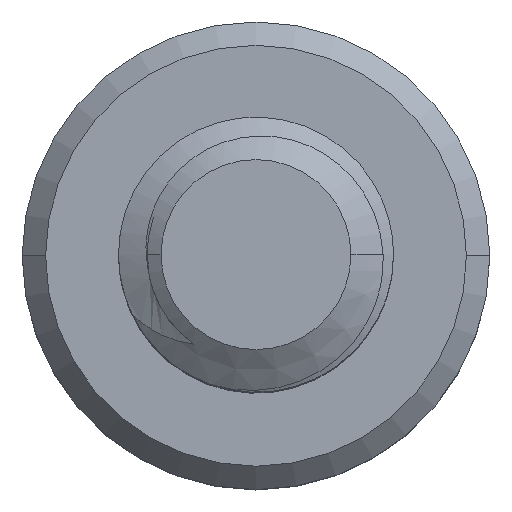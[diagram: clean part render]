
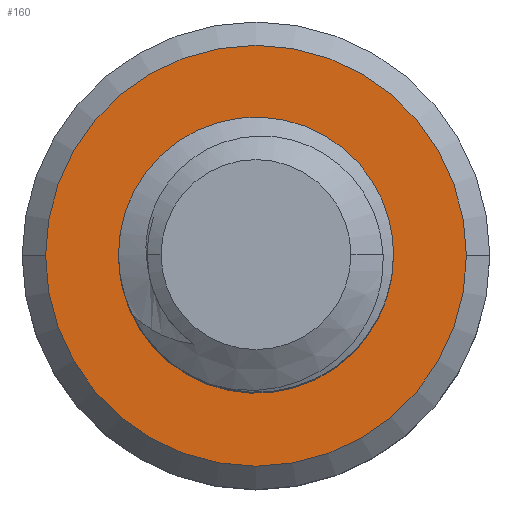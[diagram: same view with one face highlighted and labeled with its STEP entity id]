
A CAD part, top view. The second image highlights one B-rep face of the part: STEP entity #160.
In plain terms, the highlighted planar face has unit normal (0, 0, 1).
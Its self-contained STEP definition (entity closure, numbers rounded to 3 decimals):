
#16 = CARTESIAN_POINT ( 'NONE',  ( 0., 0., -12. ) ) ;
#121 = VERTEX_POINT ( 'NONE', #3996 ) ;
#160 = ADVANCED_FACE ( 'NONE', ( #2982, #2136 ), #4126, .F. ) ;
#211 = CARTESIAN_POINT ( 'NONE',  ( 1.408, 1.905, -12. ) ) ;
#224 = CARTESIAN_POINT ( 'NONE',  ( 0.858, 2.276, -12. ) ) ;
#236 = CARTESIAN_POINT ( 'NONE',  ( 0., 2.5, -12. ) ) ;
#363 = CARTESIAN_POINT ( 'NONE',  ( 0., -1.98, -12. ) ) ;
#365 = VERTEX_POINT ( 'NONE', #4079 ) ;
#381 = VERTEX_POINT ( 'NONE', #3985 ) ;
#433 = DIRECTION ( 'NONE',  ( 0., 0., 1. ) ) ;
#437 = AXIS2_PLACEMENT_3D ( 'NONE', #16, #433, #1024 ) ;
#440 = CARTESIAN_POINT ( 'NONE',  ( -1.752, 1.784, -12. ) ) ;
#485 = CARTESIAN_POINT ( 'NONE',  ( 0., 0., -12. ) ) ;
#502 = DIRECTION ( 'NONE',  ( 1., 0., 0. ) ) ;
#505 = CARTESIAN_POINT ( 'NONE',  ( 2.031, -0.527, -12. ) ) ;
#599 = EDGE_CURVE ( 'NONE', #121, #2280, #4277, .T. ) ;
#626 = EDGE_CURVE ( 'NONE', #2166, #381, #3381, .T. ) ;
#799 = EDGE_CURVE ( 'NONE', #2280, #381, #2621, .T. ) ;
#819 = AXIS2_PLACEMENT_3D ( 'NONE', #3921, #1833, #3229 ) ;
#859 = CARTESIAN_POINT ( 'NONE',  ( 1.947, 1.199, -12. ) ) ;
#867 = CARTESIAN_POINT ( 'NONE',  ( 1.835, 1.396, -12. ) ) ;
#1019 = EDGE_LOOP ( 'NONE', ( #1447, #2722, #3087, #2662 ) ) ;
#1024 = DIRECTION ( 'NONE',  ( -1., 0., 0. ) ) ;
#1061 = CIRCLE ( 'NONE', #819, 3.825 ) ;
#1182 = CARTESIAN_POINT ( 'NONE',  ( -3.825, 0., -12. ) ) ;
#1184 = CARTESIAN_POINT ( 'NONE',  ( 2.169, 0.234, -12. ) ) ;
#1257 = CARTESIAN_POINT ( 'NONE',  ( -0.443, -1.99, -12. ) ) ;
#1358 = AXIS2_PLACEMENT_3D ( 'NONE', #485, #2475, #2101 ) ;
#1366 = CARTESIAN_POINT ( 'NONE',  ( -0.88, -1.893, -12. ) ) ;
#1404 = CARTESIAN_POINT ( 'NONE',  ( -1.086, -1.811, -12. ) ) ;
#1447 = ORIENTED_EDGE ( 'NONE', *, *, #626, .F. ) ;
#1451 = ORIENTED_EDGE ( 'NONE', *, *, #2373, .T. ) ;
#1476 = CIRCLE ( 'NONE', #437, 3.825 ) ;
#1483 = CARTESIAN_POINT ( 'NONE',  ( 1.388, -1.413, -12. ) ) ;
#1525 = CARTESIAN_POINT ( 'NONE',  ( 2.151, 0.565, -12. ) ) ;
#1532 = CARTESIAN_POINT ( 'NONE',  ( -1.469, -1.582, -12. ) ) ;
#1563 = CARTESIAN_POINT ( 'NONE',  ( 0., 0., -12. ) ) ;
#1706 = CARTESIAN_POINT ( 'NONE',  ( -2.275, 0.81, -12. ) ) ;
#1707 = CARTESIAN_POINT ( 'NONE',  ( 0., 2.5, -12. ) ) ;
#1833 = DIRECTION ( 'NONE',  ( 0., 0., 1. ) ) ;
#1850 = CARTESIAN_POINT ( 'NONE',  ( 2.124, -0.208, -12. ) ) ;
#1872 = CARTESIAN_POINT ( 'NONE',  ( 2.144, -0.097, -12. ) ) ;
#1895 = CARTESIAN_POINT ( 'NONE',  ( 0., 0., -12. ) ) ;
#2049 = CARTESIAN_POINT ( 'NONE',  ( 0., -1.98, -12. ) ) ;
#2085 = CARTESIAN_POINT ( 'NONE',  ( -0.223, -2.003, -12. ) ) ;
#2101 = DIRECTION ( 'NONE',  ( -1., 0., 0. ) ) ;
#2127 = CARTESIAN_POINT ( 'NONE',  ( -1.897, 1.614, -12. ) ) ;
#2136 = FACE_BOUND ( 'NONE', #1019, .T. ) ;
#2166 = VERTEX_POINT ( 'NONE', #1707 ) ;
#2193 = CARTESIAN_POINT ( 'NONE',  ( 1.711, -1.11, -12. ) ) ;
#2263 = CARTESIAN_POINT ( 'NONE',  ( 0.223, 2.482, -12. ) ) ;
#2280 = VERTEX_POINT ( 'NONE', #363 ) ;
#2303 = AXIS2_PLACEMENT_3D ( 'NONE', #1563, #3966, #502 ) ;
#2373 = EDGE_CURVE ( 'NONE', #4225, #365, #1476, .T. ) ;
#2475 = DIRECTION ( 'NONE',  ( 0., 0., -1. ) ) ;
#2554 = CARTESIAN_POINT ( 'NONE',  ( 2.068, -0.422, -12. ) ) ;
#2579 = AXIS2_PLACEMENT_3D ( 'NONE', #1895, #3849, #2816 ) ;
#2588 = CARTESIAN_POINT ( 'NONE',  ( 1.052, 2.17, -12. ) ) ;
#2621 = B_SPLINE_CURVE_WITH_KNOTS ( 'NONE', 3,
 ( #2049, #2085, #1257, #1366, #1404, #1532, #2685, #2709, #2650, #2705, #2752, #3610, #3002, #1706, #3316, #2877, #2127, #440 ),
 .UNSPECIFIED., .F., .F.,
 ( 4, 2, 2, 2, 2, 2, 2, 2, 4 ),
 ( 0., 0.001, 0.001, 0.002, 0.003, 0.003, 0.004, 0.005, 0.005 ),
 .UNSPECIFIED. ) ;
#2634 = EDGE_LOOP ( 'NONE', ( #1451, #3930 ) ) ;
#2650 = CARTESIAN_POINT ( 'NONE',  ( -2.049, -0.913, -12. ) ) ;
#2662 = ORIENTED_EDGE ( 'NONE', *, *, #799, .T. ) ;
#2685 = CARTESIAN_POINT ( 'NONE',  ( -1.64, -1.439, -12. ) ) ;
#2705 = CARTESIAN_POINT ( 'NONE',  ( -2.23, -0.506, -12. ) ) ;
#2709 = CARTESIAN_POINT ( 'NONE',  ( -1.931, -1.103, -12. ) ) ;
#2722 = ORIENTED_EDGE ( 'NONE', *, *, #4303, .T. ) ;
#2752 = CARTESIAN_POINT ( 'NONE',  ( -2.29, -0.29, -12. ) ) ;
#2816 = DIRECTION ( 'NONE',  ( 1., 0., 0. ) ) ;
#2877 = CARTESIAN_POINT ( 'NONE',  ( -2.018, 1.425, -12. ) ) ;
#2881 = CARTESIAN_POINT ( 'NONE',  ( 1.943, -0.73, -12. ) ) ;
#2982 = FACE_OUTER_BOUND ( 'NONE', #2634, .T. ) ;
#3002 = CARTESIAN_POINT ( 'NONE',  ( -2.344, 0.374, -12. ) ) ;
#3087 = ORIENTED_EDGE ( 'NONE', *, *, #599, .T. ) ;
#3109 = B_SPLINE_CURVE_WITH_KNOTS ( 'NONE', 3,
 ( #236, #2263, #3300, #224, #2588, #211, #3271, #867, #859, #3949, #1525, #1184, #4271, #1872, #1850, #2554, #505, #2881, #4255, #2193, #3583, #1483 ),
 .UNSPECIFIED., .F., .F.,
 ( 4, 2, 2, 2, 2, 2, 2, 2, 2, 2, 4 ),
 ( 0., 0.001, 0.001, 0.002, 0.003, 0.003, 0.004, 0.004, 0.004, 0.005, 0.005 ),
 .UNSPECIFIED. ) ;
#3229 = DIRECTION ( 'NONE',  ( -1., 0., 0. ) ) ;
#3271 = CARTESIAN_POINT ( 'NONE',  ( 1.567, 1.747, -12. ) ) ;
#3300 = CARTESIAN_POINT ( 'NONE',  ( 0.439, 2.434, -12. ) ) ;
#3316 = CARTESIAN_POINT ( 'NONE',  ( -2.208, 1.026, -12. ) ) ;
#3381 = CIRCLE ( 'NONE', #2303, 2.5 ) ;
#3583 = CARTESIAN_POINT ( 'NONE',  ( 1.564, -1.275, -12. ) ) ;
#3610 = CARTESIAN_POINT ( 'NONE',  ( -2.347, 0.148, -12. ) ) ;
#3849 = DIRECTION ( 'NONE',  ( 0., 0., -1. ) ) ;
#3921 = CARTESIAN_POINT ( 'NONE',  ( 0., 0., -12. ) ) ;
#3930 = ORIENTED_EDGE ( 'NONE', *, *, #4360, .T. ) ;
#3949 = CARTESIAN_POINT ( 'NONE',  ( 2.103, 0.787, -12. ) ) ;
#3966 = DIRECTION ( 'NONE',  ( 0., 0., 1. ) ) ;
#3985 = CARTESIAN_POINT ( 'NONE',  ( -1.752, 1.784, -12. ) ) ;
#3996 = CARTESIAN_POINT ( 'NONE',  ( 1.388, -1.413, -12. ) ) ;
#4079 = CARTESIAN_POINT ( 'NONE',  ( 3.825, 0., -12. ) ) ;
#4126 = PLANE ( 'NONE',  #1358 ) ;
#4225 = VERTEX_POINT ( 'NONE', #1182 ) ;
#4255 = CARTESIAN_POINT ( 'NONE',  ( 1.89, -0.829, -12. ) ) ;
#4271 = CARTESIAN_POINT ( 'NONE',  ( 2.166, 0.124, -12. ) ) ;
#4277 = CIRCLE ( 'NONE', #2579, 1.98 ) ;
#4303 = EDGE_CURVE ( 'NONE', #2166, #121, #3109, .T. ) ;
#4360 = EDGE_CURVE ( 'NONE', #365, #4225, #1061, .T. ) ;
